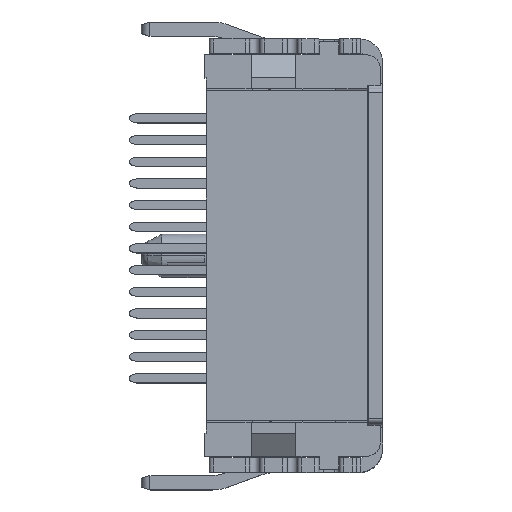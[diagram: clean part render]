
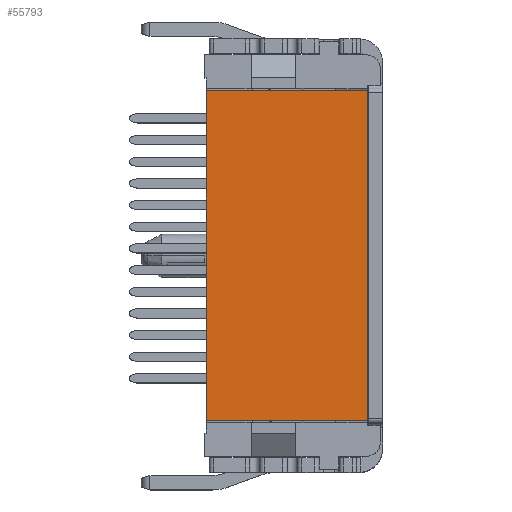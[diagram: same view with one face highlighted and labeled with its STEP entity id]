
A CAD part, top view. The second image highlights one B-rep face of the part: STEP entity #55793.
In plain terms, the highlighted planar face has unit normal (0, 0, 1).
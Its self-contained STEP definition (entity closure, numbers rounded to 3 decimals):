
#6723=DIRECTION('',(0.,-1.,0.));
#6724=VECTOR('',#6723,11.4);
#6725=CARTESIAN_POINT('',(2.255,5.7,12.5));
#6726=LINE('',#6725,#6724);
#6727=DIRECTION('',(-1.,0.,0.));
#6728=VECTOR('',#6727,5.58);
#6729=CARTESIAN_POINT('',(2.255,-5.7,12.5));
#6730=LINE('',#6729,#6728);
#6731=DIRECTION('',(0.,1.,0.));
#6732=VECTOR('',#6731,11.4);
#6733=CARTESIAN_POINT('',(-3.325,-5.7,12.5));
#6734=LINE('',#6733,#6732);
#6735=DIRECTION('',(1.,0.,0.));
#6736=VECTOR('',#6735,5.58);
#6737=CARTESIAN_POINT('',(-3.325,5.7,12.5));
#6738=LINE('',#6737,#6736);
#40696=CARTESIAN_POINT('',(2.255,5.7,12.5));
#40697=VERTEX_POINT('',#40696);
#40698=CARTESIAN_POINT('',(-3.325,5.7,12.5));
#40700=VERTEX_POINT('',#40698);
#40720=CARTESIAN_POINT('',(-3.325,-5.7,12.5));
#40721=VERTEX_POINT('',#40720);
#40722=CARTESIAN_POINT('',(2.255,-5.7,12.5));
#40723=VERTEX_POINT('',#40722);
#55782=CARTESIAN_POINT('',(-0.535,0.,12.5));
#55783=DIRECTION('',(0.,0.,1.));
#55784=DIRECTION('',(0.,1.,0.));
#55785=AXIS2_PLACEMENT_3D('',#55782,#55783,#55784);
#55786=PLANE('',#55785);
#55787=ORIENTED_EDGE('',*,*,#54872,.T.);
#55788=ORIENTED_EDGE('',*,*,#55096,.T.);
#55789=ORIENTED_EDGE('',*,*,#55589,.T.);
#55790=ORIENTED_EDGE('',*,*,#55045,.T.);
#55791=EDGE_LOOP('',(#55787,#55788,#55789,#55790));
#55792=FACE_OUTER_BOUND('',#55791,.F.);
#54872=EDGE_CURVE('',#40697,#40723,#6726,.T.);
#55045=EDGE_CURVE('',#40700,#40697,#6738,.T.);
#55096=EDGE_CURVE('',#40723,#40721,#6730,.T.);
#55589=EDGE_CURVE('',#40721,#40700,#6734,.T.);
#55793=ADVANCED_FACE('',(#55792),#55786,.T.);
